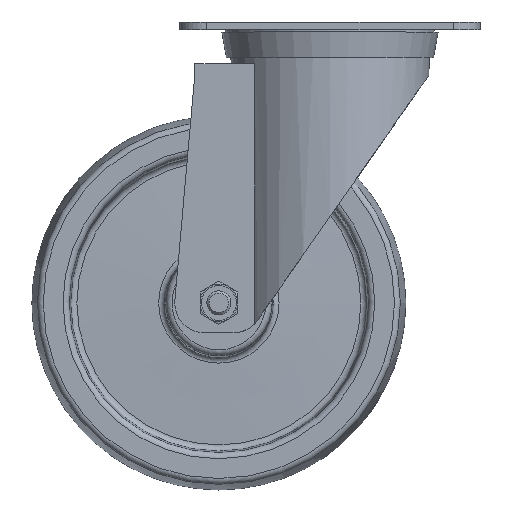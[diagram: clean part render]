
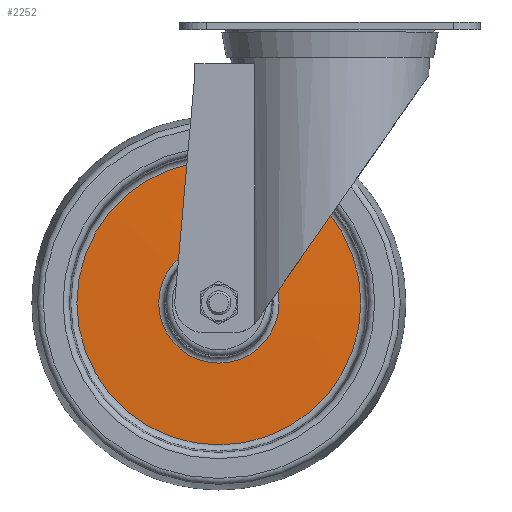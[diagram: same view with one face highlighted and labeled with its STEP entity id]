
A CAD part, top view. The second image highlights one B-rep face of the part: STEP entity #2252.
In plain terms, the highlighted conical face has half-angle 88 degrees and reference radius 20.033 mm.
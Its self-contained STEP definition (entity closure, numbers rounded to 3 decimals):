
#120=CONICAL_SURFACE('',#2547,20.033,1.536);
#362=FACE_OUTER_BOUND('',#532,.T.);
#532=EDGE_LOOP('',(#2030,#2031,#2032,#2033,#2034,#2035));
#659=LINE('',#4016,#773);
#773=VECTOR('',#3215,20.033);
#904=CIRCLE('',#2545,20.033);
#905=CIRCLE('',#2546,20.033);
#906=CIRCLE('',#2548,47.277);
#907=CIRCLE('',#2549,47.277);
#1114=VERTEX_POINT('',#4006);
#1115=VERTEX_POINT('',#4008);
#1116=VERTEX_POINT('',#4012);
#1117=VERTEX_POINT('',#4013);
#1421=EDGE_CURVE('',#1114,#1115,#904,.T.);
#1422=EDGE_CURVE('',#1115,#1114,#905,.T.);
#1423=EDGE_CURVE('',#1116,#1117,#906,.T.);
#1424=EDGE_CURVE('',#1117,#1116,#907,.T.);
#1425=EDGE_CURVE('',#1116,#1115,#659,.T.);
#2030=ORIENTED_EDGE('',*,*,#1423,.T.);
#2031=ORIENTED_EDGE('',*,*,#1424,.T.);
#2032=ORIENTED_EDGE('',*,*,#1425,.T.);
#2033=ORIENTED_EDGE('',*,*,#1421,.F.);
#2034=ORIENTED_EDGE('',*,*,#1422,.F.);
#2035=ORIENTED_EDGE('',*,*,#1425,.F.);
#2252=ADVANCED_FACE('',(#362),#120,.T.);
#2545=AXIS2_PLACEMENT_3D('',#4009,#3205,#3206);
#2546=AXIS2_PLACEMENT_3D('',#4010,#3207,#3208);
#2547=AXIS2_PLACEMENT_3D('',#4011,#3209,#3210);
#2548=AXIS2_PLACEMENT_3D('',#4014,#3211,#3212);
#2549=AXIS2_PLACEMENT_3D('',#4015,#3213,#3214);
#3205=DIRECTION('center_axis',(0.,0.,1.));
#3206=DIRECTION('ref_axis',(1.,0.,0.));
#3207=DIRECTION('center_axis',(0.,0.,1.));
#3208=DIRECTION('ref_axis',(1.,0.,0.));
#3209=DIRECTION('center_axis',(0.,0.,-1.));
#3210=DIRECTION('ref_axis',(-1.,0.,0.));
#3211=DIRECTION('center_axis',(0.,0.,1.));
#3212=DIRECTION('ref_axis',(1.,0.,0.));
#3213=DIRECTION('center_axis',(0.,0.,1.));
#3214=DIRECTION('ref_axis',(1.,0.,0.));
#3215=DIRECTION('',(-0.999,0.,0.035));
#4006=CARTESIAN_POINT('',(-20.033,0.,4.05));
#4008=CARTESIAN_POINT('',(20.033,0.,4.05));
#4009=CARTESIAN_POINT('Origin',(0.,0.,4.05));
#4010=CARTESIAN_POINT('Origin',(0.,0.,4.05));
#4011=CARTESIAN_POINT('Origin',(0.,0.,4.05));
#4012=CARTESIAN_POINT('',(47.277,0.,3.099));
#4013=CARTESIAN_POINT('',(-47.277,0.,3.099));
#4014=CARTESIAN_POINT('Origin',(0.,0.,3.099));
#4015=CARTESIAN_POINT('Origin',(0.,0.,3.099));
#4016=CARTESIAN_POINT('',(20.033,0.,4.05));
